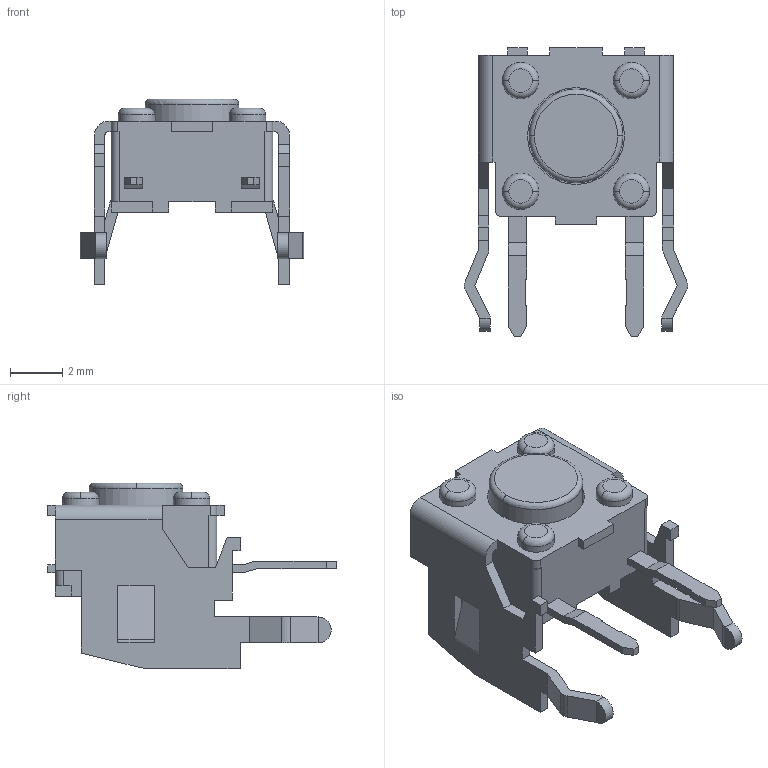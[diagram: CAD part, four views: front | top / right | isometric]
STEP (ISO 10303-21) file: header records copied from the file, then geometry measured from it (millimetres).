
FILE_DESCRIPTION((''),'2;1');
FILE_NAME('EVQPF-0123-03M.STEP','2015-05-07T11:44:13',('Nick'),(''),'Autodesk Inventor 2012','Autodesk Inventor 2012','');
FILE_SCHEMA(('AUTOMOTIVE_DESIGN { 1 0 10303 214 1 1 1 1 }'));
Length unit declared in the file: millimetre
Products named in the file (1): EVQPF-0123-03M
Bounding box: 8.58 x 11.1 x 7.15 mm (x, y, z)
Volume: 167.4 mm3; surface area: 403.1 mm2
Topology: 1 solids, 1 shells, 227 faces, 628 edges, 416 vertices
Faces by surface type: plane 191, cylinder 26, torus 10
Full cylindrical faces by diameter (mm): 1.4 x4, 3.6 x1, 3.72 x1
Entity records: 7283 total; most frequent: CARTESIAN_POINT 1347, ORIENTED_EDGE 1244, DIRECTION 1154, EDGE_CURVE 622, VECTOR 544, LINE 544, VERTEX_POINT 416, AXIS2_PLACEMENT_3D 305
